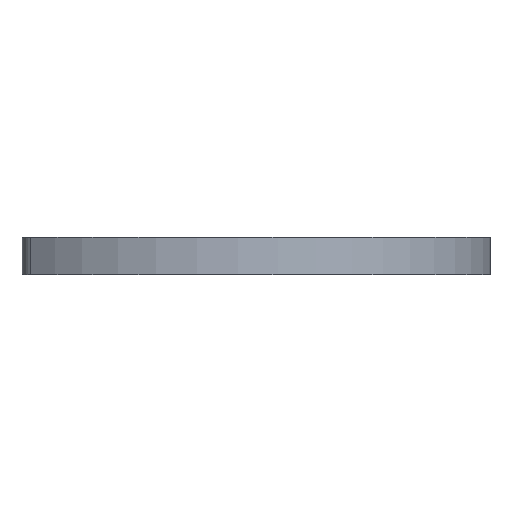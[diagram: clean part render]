
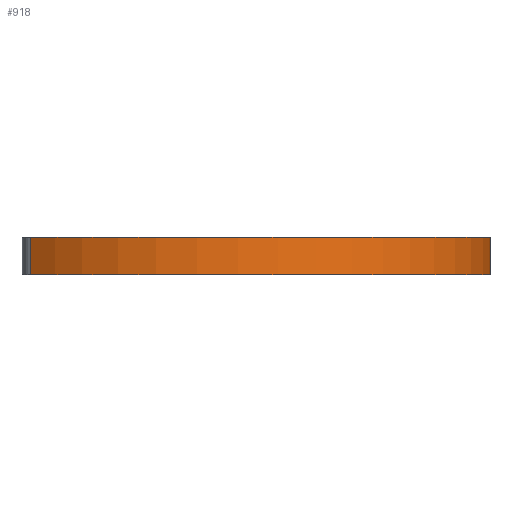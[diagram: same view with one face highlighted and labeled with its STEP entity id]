
A CAD part, left-side view. The second image highlights one B-rep face of the part: STEP entity #918.
In plain terms, the highlighted free-form (B-spline) face has degree [1, 2] with [2, 7] control points.
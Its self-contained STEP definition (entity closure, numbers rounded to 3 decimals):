
#51=CARTESIAN_POINT('',(4.687,3.746,0.0));
#52=VERTEX_POINT('',#51);
#68=CARTESIAN_POINT('',(-4.687,3.746,0.0));
#69=VERTEX_POINT('',#68);
#70=CARTESIAN_POINT('',(4.687,3.746,0.0));
#71=CARTESIAN_POINT('',(8.166,-0.605,0.0));
#72=CARTESIAN_POINT('',(4.083,-4.397,0.0));
#73=CARTESIAN_POINT('',(0.,-8.188,0.0));
#74=CARTESIAN_POINT('',(-4.083,-4.397,0.0));
#75=CARTESIAN_POINT('',(-8.166,-0.605,0.0));
#76=CARTESIAN_POINT('',(-4.687,3.746,0.0));
#84=(BOUNDED_CURVE()B_SPLINE_CURVE(2,(#70,#71,#72,#73,#74,#75,#76),.UNSPECIFIED.,.F.,.U.)B_SPLINE_CURVE_WITH_KNOTS((3,2,2,3),(0.0,0.333,0.667,1.0),.UNSPECIFIED.)CURVE()GEOMETRIC_REPRESENTATION_ITEM()RATIONAL_B_SPLINE_CURVE((1.0,0.733,1.0,0.733,1.0,0.733,1.0))REPRESENTATION_ITEM(''));
#85=EDGE_CURVE('',#52,#69,#84,.T.);
#297=CARTESIAN_POINT('',(4.687,3.746,0.8));
#298=VERTEX_POINT('',#297);
#499=CARTESIAN_POINT('',(-4.687,3.746,0.8));
#500=VERTEX_POINT('',#499);
#516=CARTESIAN_POINT('',(4.687,3.746,0.8));
#517=CARTESIAN_POINT('',(8.166,-0.605,0.8));
#518=CARTESIAN_POINT('',(4.083,-4.397,0.8));
#519=CARTESIAN_POINT('',(0.,-8.188,0.8));
#520=CARTESIAN_POINT('',(-4.083,-4.397,0.8));
#521=CARTESIAN_POINT('',(-8.166,-0.605,0.8));
#522=CARTESIAN_POINT('',(-4.687,3.746,0.8));
#530=(BOUNDED_CURVE()B_SPLINE_CURVE(2,(#516,#517,#518,#519,#520,#521,#522),.UNSPECIFIED.,.F.,.U.)B_SPLINE_CURVE_WITH_KNOTS((3,2,2,3),(0.0,0.333,0.667,1.0),.UNSPECIFIED.)CURVE()GEOMETRIC_REPRESENTATION_ITEM()RATIONAL_B_SPLINE_CURVE((1.0,0.733,1.0,0.733,1.0,0.733,1.0))REPRESENTATION_ITEM(''));
#531=EDGE_CURVE('',#298,#500,#530,.T.);
#876=CARTESIAN_POINT('',(-4.687,3.746,0.8));
#877=CARTESIAN_POINT('',(-4.687,3.746,0.0));
#878=QUASI_UNIFORM_CURVE('',1,(#876,#877),.UNSPECIFIED.,.F.,.U.);
#879=EDGE_CURVE('',#500,#69,#878,.T.);
#886=CARTESIAN_POINT('',(-4.538,3.925,0.82));
#887=CARTESIAN_POINT('',(-4.538,3.925,-0.02));
#888=CARTESIAN_POINT('',(-8.328,-0.457,0.82));
#889=CARTESIAN_POINT('',(-8.328,-0.457,-0.02));
#890=CARTESIAN_POINT('',(-4.081,-4.398,0.82));
#891=CARTESIAN_POINT('',(-4.081,-4.398,-0.02));
#892=CARTESIAN_POINT('',(0.166,-8.339,0.82));
#893=CARTESIAN_POINT('',(0.166,-8.339,-0.02));
#894=CARTESIAN_POINT('',(4.253,-4.232,0.82));
#895=CARTESIAN_POINT('',(4.253,-4.232,-0.02));
#896=CARTESIAN_POINT('',(8.34,-0.125,0.82));
#897=CARTESIAN_POINT('',(8.34,-0.125,-0.02));
#898=CARTESIAN_POINT('',(4.378,4.103,0.82));
#899=CARTESIAN_POINT('',(4.378,4.103,-0.02));
#907=(BOUNDED_SURFACE()B_SPLINE_SURFACE(1,2,((#886,#888,#890,#892,#894,#896,#898),(#887,#889,#891,#893,#895,#897,#899)),.UNSPECIFIED.,.F.,.F.,.U.)B_SPLINE_SURFACE_WITH_KNOTS((2,2),(3,2,2,3),(0.0,1.0),(0.0,9.697,19.393,29.09),.UNSPECIFIED.)GEOMETRIC_REPRESENTATION_ITEM()RATIONAL_B_SPLINE_SURFACE(((1.0,0.719,1.0,0.719,1.0,0.719,1.0),(1.0,0.719,1.0,0.719,1.0,0.719,1.0)))REPRESENTATION_ITEM('')SURFACE());
#908=ORIENTED_EDGE('',*,*,#85,.F.);
#909=CARTESIAN_POINT('',(4.687,3.746,0.8));
#910=CARTESIAN_POINT('',(4.687,3.746,0.0));
#911=QUASI_UNIFORM_CURVE('',1,(#909,#910),.UNSPECIFIED.,.F.,.U.);
#912=EDGE_CURVE('',#298,#52,#911,.T.);
#913=ORIENTED_EDGE('',*,*,#912,.F.);
#914=ORIENTED_EDGE('',*,*,#531,.T.);
#915=ORIENTED_EDGE('',*,*,#879,.T.);
#916=EDGE_LOOP('',(#908,#913,#914,#915));
#917=FACE_OUTER_BOUND('',#916,.T.);
#918=ADVANCED_FACE('',(#917),#907,.T.);
